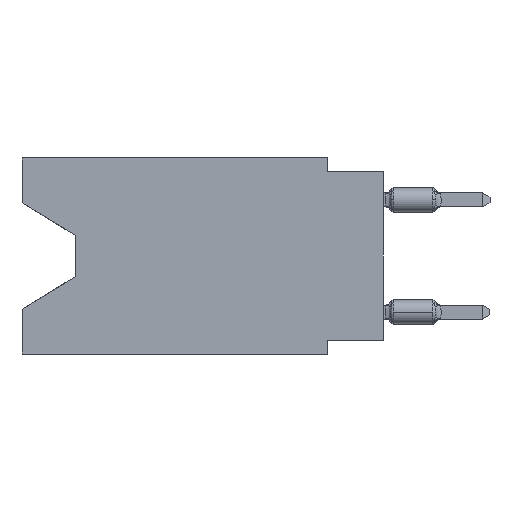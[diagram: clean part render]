
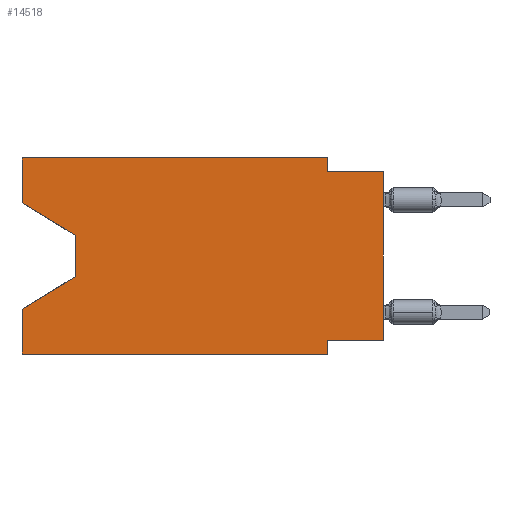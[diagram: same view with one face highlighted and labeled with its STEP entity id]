
A CAD part, left-side view. The second image highlights one B-rep face of the part: STEP entity #14518.
In plain terms, the highlighted planar face has unit normal (-1, 0, 0).
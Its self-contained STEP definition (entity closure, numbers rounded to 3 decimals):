
#181 = VECTOR ( 'NONE', #13224, 1000. ) ;
#419 = DIRECTION ( 'NONE',  ( 0., 0., -1. ) ) ;
#680 = VECTOR ( 'NONE', #16205, 1000. ) ;
#865 = ORIENTED_EDGE ( 'NONE', *, *, #6317, .T. ) ;
#1272 = LINE ( 'NONE', #14085, #10689 ) ;
#2151 = LINE ( 'NONE', #7282, #14484 ) ;
#2336 = FACE_OUTER_BOUND ( 'NONE', #6863, .T. ) ;
#2713 = LINE ( 'NONE', #7922, #9519 ) ;
#2778 = DIRECTION ( 'NONE',  ( 0., 0., 1. ) ) ;
#2873 = DIRECTION ( 'NONE',  ( 0., 0., 1. ) ) ;
#3041 = EDGE_CURVE ( 'NONE', #11601, #9290, #4142, .T. ) ;
#3064 = CARTESIAN_POINT ( 'NONE',  ( 0., 16.383, -2.038 ) ) ;
#3066 = CARTESIAN_POINT ( 'NONE',  ( 0., 2.54, -8.89 ) ) ;
#3091 = VECTOR ( 'NONE', #419, 1000. ) ;
#3188 = EDGE_CURVE ( 'NONE', #15215, #14821, #4713, .T. ) ;
#3432 = DIRECTION ( 'NONE',  ( 0., 0., -1. ) ) ;
#3461 = LINE ( 'NONE', #7564, #9087 ) ;
#3817 = CARTESIAN_POINT ( 'NONE',  ( 0., 2.54, 0. ) ) ;
#4142 = LINE ( 'NONE', #9349, #14372 ) ;
#4161 = VERTEX_POINT ( 'NONE', #9447 ) ;
#4174 = CARTESIAN_POINT ( 'NONE',  ( 0., 16.383, 0. ) ) ;
#4210 = PLANE ( 'NONE',  #8146 ) ;
#4323 = EDGE_CURVE ( 'NONE', #16131, #14946, #10653, .T. ) ;
#4328 = VECTOR ( 'NONE', #2873, 1000. ) ;
#4713 = LINE ( 'NONE', #6162, #16568 ) ;
#5123 = LINE ( 'NONE', #9059, #11180 ) ;
#5136 = ORIENTED_EDGE ( 'NONE', *, *, #3188, .F. ) ;
#5439 = VECTOR ( 'NONE', #10582, 1000. ) ;
#5619 = LINE ( 'NONE', #4174, #5439 ) ;
#5745 = EDGE_CURVE ( 'NONE', #8937, #7389, #3461, .T. ) ;
#5862 = LINE ( 'NONE', #7414, #680 ) ;
#5955 = CARTESIAN_POINT ( 'NONE',  ( 0., 0., -8.255 ) ) ;
#6162 = CARTESIAN_POINT ( 'NONE',  ( 0., 2.54, -8.89 ) ) ;
#6191 = DIRECTION ( 'NONE',  ( 0., -1., 0. ) ) ;
#6317 = EDGE_CURVE ( 'NONE', #6551, #15663, #16239, .T. ) ;
#6323 = DIRECTION ( 'NONE',  ( 0., -1., 0. ) ) ;
#6551 = VERTEX_POINT ( 'NONE', #6914 ) ;
#6780 = DIRECTION ( 'NONE',  ( 0., 0., -1. ) ) ;
#6863 = EDGE_LOOP ( 'NONE', ( #8791, #865, #9557, #12571, #16753, #5136, #7769, #7926, #9614, #8097, #14639, #11468 ) ) ;
#6914 = CARTESIAN_POINT ( 'NONE',  ( 0., 13.97, -3.505 ) ) ;
#7282 = CARTESIAN_POINT ( 'NONE',  ( 0., 16.383, -2.038 ) ) ;
#7389 = VERTEX_POINT ( 'NONE', #3817 ) ;
#7414 = CARTESIAN_POINT ( 'NONE',  ( 0., 2.54, 0. ) ) ;
#7564 = CARTESIAN_POINT ( 'NONE',  ( 0., 16.383, 0. ) ) ;
#7769 = ORIENTED_EDGE ( 'NONE', *, *, #10541, .F. ) ;
#7922 = CARTESIAN_POINT ( 'NONE',  ( 0., 0., -0.635 ) ) ;
#7926 = ORIENTED_EDGE ( 'NONE', *, *, #3041, .T. ) ;
#8038 = CARTESIAN_POINT ( 'NONE',  ( 0., 13.97, -5.385 ) ) ;
#8057 = DIRECTION ( 'NONE',  ( 1., 0., 0. ) ) ;
#8097 = ORIENTED_EDGE ( 'NONE', *, *, #8495, .F. ) ;
#8132 = CARTESIAN_POINT ( 'NONE',  ( 0., 13.97, -5.385 ) ) ;
#8146 = AXIS2_PLACEMENT_3D ( 'NONE', #14707, #8057, #6780 ) ;
#8419 = CARTESIAN_POINT ( 'NONE',  ( 0., 16.383, 0. ) ) ;
#8495 = EDGE_CURVE ( 'NONE', #7389, #4161, #5862, .T. ) ;
#8791 = ORIENTED_EDGE ( 'NONE', *, *, #10843, .T. ) ;
#8937 = VERTEX_POINT ( 'NONE', #8419 ) ;
#9059 = CARTESIAN_POINT ( 'NONE',  ( 0., 16.383, -8.89 ) ) ;
#9087 = VECTOR ( 'NONE', #6191, 1000. ) ;
#9290 = VERTEX_POINT ( 'NONE', #10869 ) ;
#9349 = CARTESIAN_POINT ( 'NONE',  ( 0., 0., 0. ) ) ;
#9447 = CARTESIAN_POINT ( 'NONE',  ( 0., 2.54, -0.635 ) ) ;
#9519 = VECTOR ( 'NONE', #10730, 1000. ) ;
#9551 = EDGE_CURVE ( 'NONE', #15663, #14946, #12977, .T. ) ;
#9557 = ORIENTED_EDGE ( 'NONE', *, *, #9551, .T. ) ;
#9614 = ORIENTED_EDGE ( 'NONE', *, *, #15230, .F. ) ;
#9741 = CARTESIAN_POINT ( 'NONE',  ( 0., 13.97, -3.505 ) ) ;
#10541 = EDGE_CURVE ( 'NONE', #11601, #15215, #1272, .T. ) ;
#10582 = DIRECTION ( 'NONE',  ( 0., 0., 1. ) ) ;
#10652 = CARTESIAN_POINT ( 'NONE',  ( 0., 2.54, -8.255 ) ) ;
#10653 = LINE ( 'NONE', #14562, #4328 ) ;
#10689 = VECTOR ( 'NONE', #14177, 1000. ) ;
#10730 = DIRECTION ( 'NONE',  ( 0., -1., 0. ) ) ;
#10843 = EDGE_CURVE ( 'NONE', #12689, #6551, #2151, .T. ) ;
#10869 = CARTESIAN_POINT ( 'NONE',  ( 0., 0., -0.635 ) ) ;
#11180 = VECTOR ( 'NONE', #6323, 1000. ) ;
#11468 = ORIENTED_EDGE ( 'NONE', *, *, #11472, .F. ) ;
#11472 = EDGE_CURVE ( 'NONE', #12689, #8937, #5619, .T. ) ;
#11601 = VERTEX_POINT ( 'NONE', #5955 ) ;
#12467 = DIRECTION ( 'NONE',  ( 0., -0.855, -0.519 ) ) ;
#12571 = ORIENTED_EDGE ( 'NONE', *, *, #4323, .F. ) ;
#12617 = EDGE_CURVE ( 'NONE', #16131, #14821, #5123, .T. ) ;
#12689 = VERTEX_POINT ( 'NONE', #3064 ) ;
#12977 = LINE ( 'NONE', #8038, #181 ) ;
#13211 = CARTESIAN_POINT ( 'NONE',  ( 0., 16.383, -8.89 ) ) ;
#13224 = DIRECTION ( 'NONE',  ( 0., 0.855, -0.519 ) ) ;
#14085 = CARTESIAN_POINT ( 'NONE',  ( 0., 0., -8.255 ) ) ;
#14177 = DIRECTION ( 'NONE',  ( 0., 1., 0. ) ) ;
#14372 = VECTOR ( 'NONE', #2778, 1000. ) ;
#14484 = VECTOR ( 'NONE', #12467, 1000. ) ;
#14518 = ADVANCED_FACE ( 'NONE', ( #2336 ), #4210, .F. ) ;
#14562 = CARTESIAN_POINT ( 'NONE',  ( 0., 16.383, 0. ) ) ;
#14639 = ORIENTED_EDGE ( 'NONE', *, *, #5745, .F. ) ;
#14707 = CARTESIAN_POINT ( 'NONE',  ( 0., 16.383, 0. ) ) ;
#14821 = VERTEX_POINT ( 'NONE', #3066 ) ;
#14946 = VERTEX_POINT ( 'NONE', #15167 ) ;
#15167 = CARTESIAN_POINT ( 'NONE',  ( 0., 16.383, -6.852 ) ) ;
#15215 = VERTEX_POINT ( 'NONE', #10652 ) ;
#15230 = EDGE_CURVE ( 'NONE', #4161, #9290, #2713, .T. ) ;
#15663 = VERTEX_POINT ( 'NONE', #8132 ) ;
#16131 = VERTEX_POINT ( 'NONE', #13211 ) ;
#16205 = DIRECTION ( 'NONE',  ( 0., 0., -1. ) ) ;
#16239 = LINE ( 'NONE', #9741, #3091 ) ;
#16568 = VECTOR ( 'NONE', #3432, 1000. ) ;
#16753 = ORIENTED_EDGE ( 'NONE', *, *, #12617, .T. ) ;
